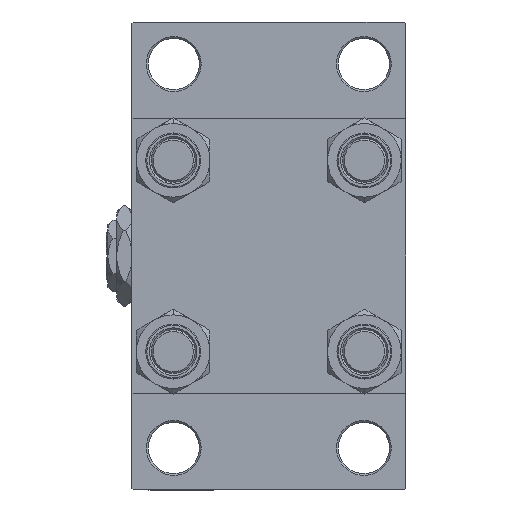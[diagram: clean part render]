
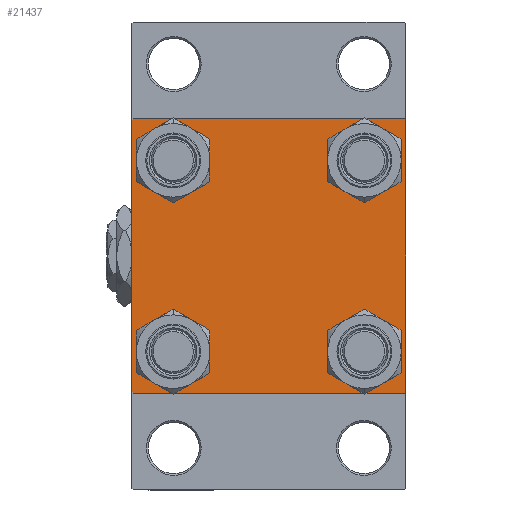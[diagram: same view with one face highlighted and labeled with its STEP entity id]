
A CAD part, left-side view. The second image highlights one B-rep face of the part: STEP entity #21437.
In plain terms, the highlighted planar face has unit normal (-1, 0, 0).
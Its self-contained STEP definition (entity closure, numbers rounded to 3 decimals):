
#90 = EDGE_CURVE ( 'NONE', #28371, #34629, #21106, .T. ) ;
#800 = VERTEX_POINT ( 'NONE', #13721 ) ;
#1026 = AXIS2_PLACEMENT_3D ( 'NONE', #44823, #40811, #2557 ) ;
#1254 = DIRECTION ( 'NONE',  ( 1., 0., 0. ) ) ;
#1273 = AXIS2_PLACEMENT_3D ( 'NONE', #20896, #17147, #39903 ) ;
#2191 = CARTESIAN_POINT ( 'NONE',  ( 0., 37.5, 37.5 ) ) ;
#2353 = DIRECTION ( 'NONE',  ( 0., -0.707, 0.707 ) ) ;
#2557 = DIRECTION ( 'NONE',  ( 0., 0., 1. ) ) ;
#2599 = CARTESIAN_POINT ( 'NONE',  ( 0., 37.25, 37.25 ) ) ;
#2928 = EDGE_CURVE ( 'NONE', #21412, #12088, #40366, .T. ) ;
#3094 = CARTESIAN_POINT ( 'NONE',  ( 0., 26.15, 26.15 ) ) ;
#3177 = DIRECTION ( 'NONE',  ( 0., -1., 0. ) ) ;
#5519 = PLANE ( 'NONE',  #27410 ) ;
#5770 = FACE_BOUND ( 'NONE', #15895, .T. ) ;
#6191 = DIRECTION ( 'NONE',  ( 0., 0., 1. ) ) ;
#6410 = ORIENTED_EDGE ( 'NONE', *, *, #44899, .T. ) ;
#6424 = VECTOR ( 'NONE', #6543, 1000. ) ;
#6543 = DIRECTION ( 'NONE',  ( 0., 0.707, 0.707 ) ) ;
#7173 = LINE ( 'NONE', #18192, #8223 ) ;
#7916 = CARTESIAN_POINT ( 'NONE',  ( 0., -26.15, -26.15 ) ) ;
#8223 = VECTOR ( 'NONE', #3177, 1000. ) ;
#8238 = EDGE_CURVE ( 'NONE', #35138, #38008, #21230, .T. ) ;
#8284 = DIRECTION ( 'NONE',  ( 0., 0., -1. ) ) ;
#8830 = DIRECTION ( 'NONE',  ( 1., 0., 0. ) ) ;
#9628 = AXIS2_PLACEMENT_3D ( 'NONE', #35899, #32162, #47428 ) ;
#9833 = VECTOR ( 'NONE', #8284, 1000. ) ;
#10177 = DIRECTION ( 'NONE',  ( 1., 0., 0. ) ) ;
#10178 = DIRECTION ( 'NONE',  ( 0., 0., -1. ) ) ;
#10322 = EDGE_CURVE ( 'NONE', #32726, #28260, #36724, .T. ) ;
#10662 = CIRCLE ( 'NONE', #29849, 6.5 ) ;
#11094 = CARTESIAN_POINT ( 'NONE',  ( 0., -26.15, -32.65 ) ) ;
#11468 = DIRECTION ( 'NONE',  ( 0., 0., 1. ) ) ;
#11602 = EDGE_LOOP ( 'NONE', ( #6410, #22284 ) ) ;
#11611 = EDGE_CURVE ( 'NONE', #48215, #30946, #31200, .T. ) ;
#12088 = VERTEX_POINT ( 'NONE', #18697 ) ;
#12878 = AXIS2_PLACEMENT_3D ( 'NONE', #20956, #10177, #6191 ) ;
#12964 = EDGE_CURVE ( 'NONE', #28260, #32726, #32841, .T. ) ;
#13721 = CARTESIAN_POINT ( 'NONE',  ( 0., -37., 37.5 ) ) ;
#13887 = CARTESIAN_POINT ( 'NONE',  ( 0., -26.15, 32.65 ) ) ;
#14700 = EDGE_LOOP ( 'NONE', ( #24136, #38800 ) ) ;
#14796 = CARTESIAN_POINT ( 'NONE',  ( 0., 26.15, -19.65 ) ) ;
#15629 = ORIENTED_EDGE ( 'NONE', *, *, #31050, .T. ) ;
#15895 = EDGE_LOOP ( 'NONE', ( #15629, #22142 ) ) ;
#16092 = ORIENTED_EDGE ( 'NONE', *, *, #2928, .T. ) ;
#16409 = CARTESIAN_POINT ( 'NONE',  ( 0., 26.15, 19.65 ) ) ;
#16450 = CARTESIAN_POINT ( 'NONE',  ( 0., -26.15, 26.15 ) ) ;
#16514 = DIRECTION ( 'NONE',  ( 0., 0., 1. ) ) ;
#17093 = CARTESIAN_POINT ( 'NONE',  ( 0., -26.15, 19.65 ) ) ;
#17147 = DIRECTION ( 'NONE',  ( 1., 0., 0. ) ) ;
#17571 = AXIS2_PLACEMENT_3D ( 'NONE', #16450, #42721, #11468 ) ;
#17806 = CARTESIAN_POINT ( 'NONE',  ( 0., -37.25, 37.25 ) ) ;
#17964 = EDGE_CURVE ( 'NONE', #30946, #48215, #22597, .T. ) ;
#18192 = CARTESIAN_POINT ( 'NONE',  ( 0., 37.5, -37.5 ) ) ;
#18227 = ORIENTED_EDGE ( 'NONE', *, *, #48468, .T. ) ;
#18697 = CARTESIAN_POINT ( 'NONE',  ( 0., -37.5, -37. ) ) ;
#18851 = CIRCLE ( 'NONE', #1273, 6.5 ) ;
#18863 = CARTESIAN_POINT ( 'NONE',  ( 0., -26.15, -19.65 ) ) ;
#19842 = VERTEX_POINT ( 'NONE', #39321 ) ;
#20174 = ORIENTED_EDGE ( 'NONE', *, *, #26524, .T. ) ;
#20286 = CARTESIAN_POINT ( 'NONE',  ( 0., -37.5, 37.5 ) ) ;
#20778 = DIRECTION ( 'NONE',  ( 0., 0., 1. ) ) ;
#20896 = CARTESIAN_POINT ( 'NONE',  ( 0., 26.15, 26.15 ) ) ;
#20956 = CARTESIAN_POINT ( 'NONE',  ( 0., -26.15, 26.15 ) ) ;
#21106 = LINE ( 'NONE', #2599, #25358 ) ;
#21230 = LINE ( 'NONE', #40251, #49467 ) ;
#21254 = CARTESIAN_POINT ( 'NONE',  ( 0., 26.15, -32.65 ) ) ;
#21311 = CARTESIAN_POINT ( 'NONE',  ( 0., 26.15, 32.65 ) ) ;
#21412 = VERTEX_POINT ( 'NONE', #31543 ) ;
#21437 = ADVANCED_FACE ( 'NONE', ( #39778, #5770, #44528, #21767, #29274 ), #5519, .T. ) ;
#21767 = FACE_BOUND ( 'NONE', #11602, .T. ) ;
#21860 = EDGE_CURVE ( 'NONE', #45682, #32856, #10662, .T. ) ;
#22015 = ORIENTED_EDGE ( 'NONE', *, *, #39686, .T. ) ;
#22142 = ORIENTED_EDGE ( 'NONE', *, *, #21860, .T. ) ;
#22284 = ORIENTED_EDGE ( 'NONE', *, *, #26860, .T. ) ;
#22597 = CIRCLE ( 'NONE', #1026, 6.5 ) ;
#24136 = ORIENTED_EDGE ( 'NONE', *, *, #17964, .T. ) ;
#24604 = ORIENTED_EDGE ( 'NONE', *, *, #90, .T. ) ;
#25024 = DIRECTION ( 'NONE',  ( -1., 0., 0. ) ) ;
#25225 = VERTEX_POINT ( 'NONE', #21311 ) ;
#25358 = VECTOR ( 'NONE', #36358, 1000. ) ;
#25442 = LINE ( 'NONE', #2191, #30855 ) ;
#25612 = DIRECTION ( 'NONE',  ( 1., 0., 0. ) ) ;
#25619 = ORIENTED_EDGE ( 'NONE', *, *, #12964, .T. ) ;
#26475 = AXIS2_PLACEMENT_3D ( 'NONE', #3094, #25612, #44629 ) ;
#26524 = EDGE_CURVE ( 'NONE', #34629, #35138, #25442, .T. ) ;
#26860 = EDGE_CURVE ( 'NONE', #32670, #25225, #18851, .T. ) ;
#27410 = AXIS2_PLACEMENT_3D ( 'NONE', #32775, #25024, #20778 ) ;
#28260 = VERTEX_POINT ( 'NONE', #17093 ) ;
#28371 = VERTEX_POINT ( 'NONE', #31552 ) ;
#29274 = FACE_OUTER_BOUND ( 'NONE', #45949, .T. ) ;
#29391 = AXIS2_PLACEMENT_3D ( 'NONE', #35519, #1254, #16514 ) ;
#29849 = AXIS2_PLACEMENT_3D ( 'NONE', #7916, #8830, #47362 ) ;
#29853 = DIRECTION ( 'NONE',  ( 0., -1., 0. ) ) ;
#30855 = VECTOR ( 'NONE', #10178, 1000. ) ;
#30946 = VERTEX_POINT ( 'NONE', #14796 ) ;
#31050 = EDGE_CURVE ( 'NONE', #32856, #45682, #42157, .T. ) ;
#31200 = CIRCLE ( 'NONE', #9628, 6.5 ) ;
#31543 = CARTESIAN_POINT ( 'NONE',  ( 0., -37., -37.5 ) ) ;
#31552 = CARTESIAN_POINT ( 'NONE',  ( 0., 37., 37.5 ) ) ;
#32162 = DIRECTION ( 'NONE',  ( 1., 0., 0. ) ) ;
#32670 = VERTEX_POINT ( 'NONE', #16409 ) ;
#32726 = VERTEX_POINT ( 'NONE', #13887 ) ;
#32775 = CARTESIAN_POINT ( 'NONE',  ( 0., 0., 0. ) ) ;
#32841 = CIRCLE ( 'NONE', #12878, 6.5 ) ;
#32856 = VERTEX_POINT ( 'NONE', #18863 ) ;
#32896 = EDGE_LOOP ( 'NONE', ( #35556, #25619 ) ) ;
#33548 = VECTOR ( 'NONE', #29853, 1000. ) ;
#34629 = VERTEX_POINT ( 'NONE', #42382 ) ;
#34844 = ORIENTED_EDGE ( 'NONE', *, *, #38016, .F. ) ;
#35138 = VERTEX_POINT ( 'NONE', #45254 ) ;
#35519 = CARTESIAN_POINT ( 'NONE',  ( 0., -26.15, -26.15 ) ) ;
#35556 = ORIENTED_EDGE ( 'NONE', *, *, #10322, .T. ) ;
#35899 = CARTESIAN_POINT ( 'NONE',  ( 0., 26.15, -26.15 ) ) ;
#36358 = DIRECTION ( 'NONE',  ( 0., 0.707, -0.707 ) ) ;
#36607 = CARTESIAN_POINT ( 'NONE',  ( 0., -37.25, -37.25 ) ) ;
#36724 = CIRCLE ( 'NONE', #17571, 6.5 ) ;
#37461 = ORIENTED_EDGE ( 'NONE', *, *, #8238, .T. ) ;
#38008 = VERTEX_POINT ( 'NONE', #41589 ) ;
#38016 = EDGE_CURVE ( 'NONE', #28371, #800, #41340, .T. ) ;
#38800 = ORIENTED_EDGE ( 'NONE', *, *, #11611, .T. ) ;
#39251 = CIRCLE ( 'NONE', #26475, 6.5 ) ;
#39321 = CARTESIAN_POINT ( 'NONE',  ( 0., -37.5, 37. ) ) ;
#39564 = ORIENTED_EDGE ( 'NONE', *, *, #48804, .F. ) ;
#39686 = EDGE_CURVE ( 'NONE', #19842, #800, #49075, .T. ) ;
#39778 = FACE_BOUND ( 'NONE', #32896, .T. ) ;
#39903 = DIRECTION ( 'NONE',  ( 0., 0., 1. ) ) ;
#40251 = CARTESIAN_POINT ( 'NONE',  ( 0., 37.25, -37.25 ) ) ;
#40366 = LINE ( 'NONE', #36607, #46997 ) ;
#40811 = DIRECTION ( 'NONE',  ( 1., 0., 0. ) ) ;
#40852 = CARTESIAN_POINT ( 'NONE',  ( 0., 37.5, 37.5 ) ) ;
#41340 = LINE ( 'NONE', #40852, #33548 ) ;
#41589 = CARTESIAN_POINT ( 'NONE',  ( 0., 37., -37.5 ) ) ;
#42157 = CIRCLE ( 'NONE', #29391, 6.5 ) ;
#42382 = CARTESIAN_POINT ( 'NONE',  ( 0., 37.5, 37. ) ) ;
#42721 = DIRECTION ( 'NONE',  ( 1., 0., 0. ) ) ;
#43047 = LINE ( 'NONE', #20286, #9833 ) ;
#44528 = FACE_BOUND ( 'NONE', #14700, .T. ) ;
#44629 = DIRECTION ( 'NONE',  ( 0., 0., 1. ) ) ;
#44823 = CARTESIAN_POINT ( 'NONE',  ( 0., 26.15, -26.15 ) ) ;
#44899 = EDGE_CURVE ( 'NONE', #25225, #32670, #39251, .T. ) ;
#45254 = CARTESIAN_POINT ( 'NONE',  ( 0., 37.5, -37. ) ) ;
#45682 = VERTEX_POINT ( 'NONE', #11094 ) ;
#45949 = EDGE_LOOP ( 'NONE', ( #20174, #37461, #18227, #16092, #39564, #22015, #34844, #24604 ) ) ;
#46997 = VECTOR ( 'NONE', #2353, 1000. ) ;
#47271 = DIRECTION ( 'NONE',  ( 0., -0.707, -0.707 ) ) ;
#47362 = DIRECTION ( 'NONE',  ( 0., 0., 1. ) ) ;
#47428 = DIRECTION ( 'NONE',  ( 0., 0., 1. ) ) ;
#48215 = VERTEX_POINT ( 'NONE', #21254 ) ;
#48468 = EDGE_CURVE ( 'NONE', #38008, #21412, #7173, .T. ) ;
#48804 = EDGE_CURVE ( 'NONE', #19842, #12088, #43047, .T. ) ;
#49075 = LINE ( 'NONE', #17806, #6424 ) ;
#49467 = VECTOR ( 'NONE', #47271, 1000. ) ;
